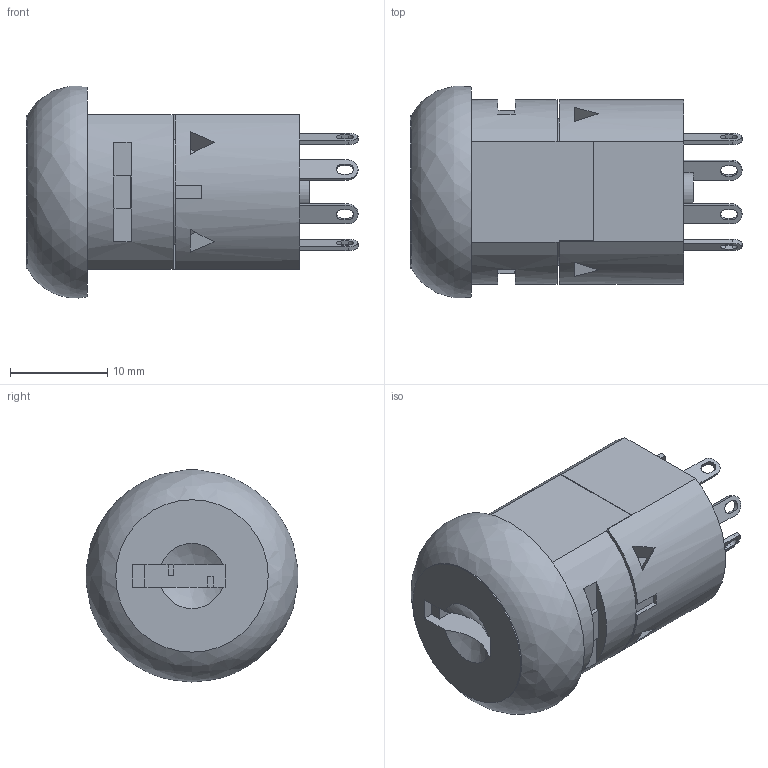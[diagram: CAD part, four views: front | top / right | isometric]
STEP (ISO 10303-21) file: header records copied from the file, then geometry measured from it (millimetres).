
FILE_DESCRIPTION(/* description */ (' '),/* implementation_level */ '2;1');
FILE_NAME(/* name */ 'KO130E.stp',/* time_stamp */ '2026-01-18T13:01:19-06:00',/* author */ ('jmeyers'),/* organization */ (' '),/* preprocessor_version */ 'ST-DEVELOPER v18.1',/* originating_system */ 'Autodesk Inventor 2022',/* authorisation */ ' ');
FILE_SCHEMA (('AUTOMOTIVE_DESIGN { 1 0 10303 214 3 1 1 }'));
Length unit declared in the file: inch
Products named in the file (1): KO130A
Bounding box: 34.1 x 21.77 x 21.78 mm (x, y, z)
Volume: 7460.4 mm3; surface area: 3935.3 mm2
Topology: 1 solids, 1 shells, 325 faces, 858 edges, 571 vertices
Faces by surface type: plane 203, bspline 90, cylinder 32
Full cylindrical faces by diameter (mm): 4 x1, 12.5 x1, 12.501 x1, 15.65 x1
Entity records: 10588 total; most frequent: CARTESIAN_POINT 2975, ORIENTED_EDGE 1716, DIRECTION 1252, EDGE_CURVE 858, LINE 584, VECTOR 584, VERTEX_POINT 571, EDGE_LOOP 373
